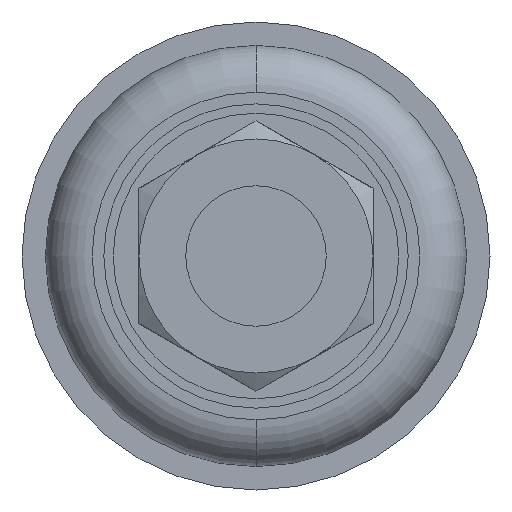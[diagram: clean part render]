
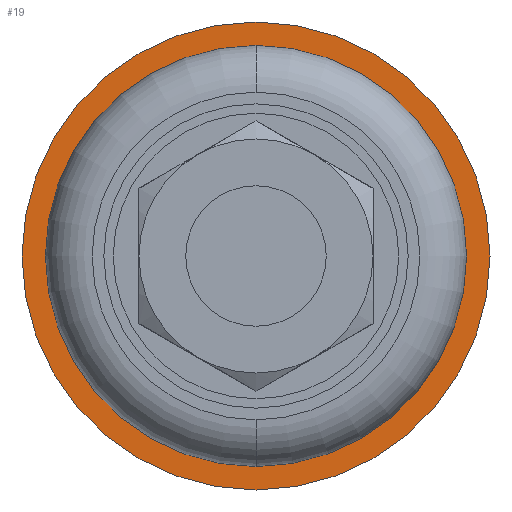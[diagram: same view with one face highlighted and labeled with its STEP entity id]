
A CAD part, front view. The second image highlights one B-rep face of the part: STEP entity #19.
In plain terms, the highlighted planar face has unit normal (0, -1, 0).
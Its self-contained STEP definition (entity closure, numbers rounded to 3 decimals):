
#19 = ADVANCED_FACE ( 'NONE', ( #1211, #1212 ), #573, .T. ) ;
#354 = ORIENTED_EDGE ( 'NONE', *, *, #1456, .T. ) ;
#355 = ORIENTED_EDGE ( 'NONE', *, *, #1429, .T. ) ;
#356 = ORIENTED_EDGE ( 'NONE', *, *, #1432, .F. ) ;
#357 = ORIENTED_EDGE ( 'NONE', *, *, #1453, .F. ) ;
#396 = EDGE_LOOP ( 'NONE', ( #357, #356 ) ) ;
#397 = EDGE_LOOP ( 'NONE', ( #354, #355 ) ) ;
#440 = VERTEX_POINT ( 'NONE', #666 ) ;
#456 = VERTEX_POINT ( 'NONE', #682 ) ;
#480 = VERTEX_POINT ( 'NONE', #706 ) ;
#483 = VERTEX_POINT ( 'NONE', #709 ) ;
#573 = PLANE ( 'NONE',  #1171 ) ;
#574 = CARTESIAN_POINT ( 'NONE',  ( 9., 5.7, 0. ) ) ;
#575 = DIRECTION ( 'NONE',  ( 0., -1., 0. ) ) ;
#576 = DIRECTION ( 'NONE',  ( 0., 0., -1. ) ) ;
#666 = CARTESIAN_POINT ( 'NONE',  ( 0., 5.7, 9. ) ) ;
#682 = CARTESIAN_POINT ( 'NONE',  ( 0., 5.7, -10. ) ) ;
#706 = CARTESIAN_POINT ( 'NONE',  ( 0., 5.7, 10. ) ) ;
#709 = CARTESIAN_POINT ( 'NONE',  ( 0., 5.7, -9. ) ) ;
#903 = CARTESIAN_POINT ( 'NONE',  ( 0., 5.7, 0. ) ) ;
#904 = DIRECTION ( 'NONE',  ( 0., -1., 0. ) ) ;
#905 = DIRECTION ( 'NONE',  ( 0., 0., -1. ) ) ;
#909 = CARTESIAN_POINT ( 'NONE',  ( 0., 5.7, 0. ) ) ;
#910 = DIRECTION ( 'NONE',  ( 0., -1., 0. ) ) ;
#911 = DIRECTION ( 'NONE',  ( 0., 0., -1. ) ) ;
#948 = CARTESIAN_POINT ( 'NONE',  ( 0., 5.7, 0. ) ) ;
#955 = DIRECTION ( 'NONE',  ( 0., -1., 0. ) ) ;
#956 = DIRECTION ( 'NONE',  ( 0., 0., -1. ) ) ;
#957 = CARTESIAN_POINT ( 'NONE',  ( 0., 5.7, 0. ) ) ;
#964 = DIRECTION ( 'NONE',  ( 0., -1., 0. ) ) ;
#965 = DIRECTION ( 'NONE',  ( 0., 0., -1. ) ) ;
#1082 = AXIS2_PLACEMENT_3D ( 'NONE', #957, #964, #965 ) ;
#1108 = AXIS2_PLACEMENT_3D ( 'NONE', #909, #910, #911 ) ;
#1171 = AXIS2_PLACEMENT_3D ( 'NONE', #574, #575, #576 ) ;
#1211 = FACE_OUTER_BOUND ( 'NONE', #397, .T. ) ;
#1212 = FACE_BOUND ( 'NONE', #396, .T. ) ;
#1219 = AXIS2_PLACEMENT_3D ( 'NONE', #903, #904, #905 ) ;
#1224 = AXIS2_PLACEMENT_3D ( 'NONE', #948, #955, #956 ) ;
#1318 = CIRCLE ( 'NONE', #1082, 10. ) ;
#1319 = CIRCLE ( 'NONE', #1224, 9. ) ;
#1332 = CIRCLE ( 'NONE', #1108, 9. ) ;
#1336 = CIRCLE ( 'NONE', #1219, 10. ) ;
#1429 = EDGE_CURVE ( 'NONE', #480, #456, #1336, .T. ) ;
#1432 = EDGE_CURVE ( 'NONE', #440, #483, #1332, .T. ) ;
#1453 = EDGE_CURVE ( 'NONE', #483, #440, #1319, .T. ) ;
#1456 = EDGE_CURVE ( 'NONE', #456, #480, #1318, .T. ) ;
